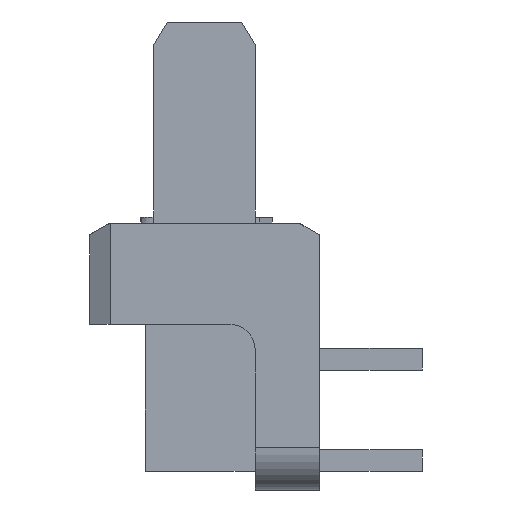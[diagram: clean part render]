
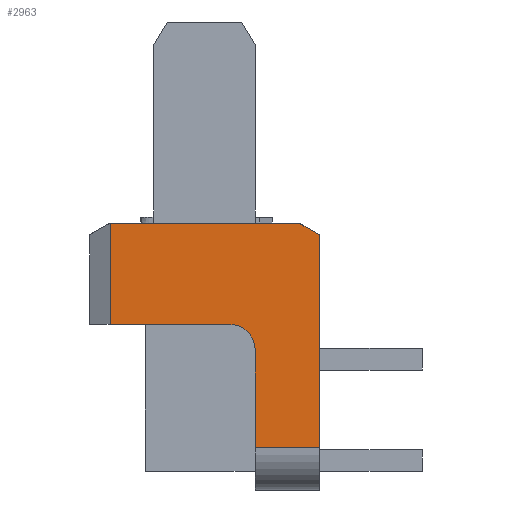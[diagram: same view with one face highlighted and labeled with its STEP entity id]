
A CAD part, left-side view. The second image highlights one B-rep face of the part: STEP entity #2963.
In plain terms, the highlighted planar face has unit normal (-1, 0, 0).
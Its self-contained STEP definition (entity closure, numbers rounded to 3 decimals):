
#72=DIRECTION('',(0.,0.866,0.5));
#73=VECTOR('',#72,0.7);
#74=CARTESIAN_POINT('',(-13.51,-3.4,-0.35));
#75=LINE('',#74,#73);
#76=DIRECTION('',(0.,0.,-1.));
#77=VECTOR('',#76,6.3);
#78=CARTESIAN_POINT('',(-13.51,-3.4,-0.35));
#79=LINE('',#78,#77);
#80=DIRECTION('',(0.,-1.,0.));
#81=VECTOR('',#80,1.9);
#82=CARTESIAN_POINT('',(-13.51,-1.5,-6.65));
#83=LINE('',#82,#81);
#84=DIRECTION('',(0.,0.,1.));
#85=VECTOR('',#84,2.9);
#86=CARTESIAN_POINT('',(-13.51,-1.5,-6.65));
#87=LINE('',#86,#85);
#88=CARTESIAN_POINT('',(-13.51,-0.75,-3.75));
#89=DIRECTION('',(-1.,0.,0.));
#90=DIRECTION('',(0.,-1.,0.));
#91=AXIS2_PLACEMENT_3D('',#88,#89,#90);
#93=DIRECTION('',(0.,1.,0.));
#94=VECTOR('',#93,3.544);
#95=CARTESIAN_POINT('',(-13.51,-0.75,-3.));
#96=LINE('',#95,#94);
#97=DIRECTION('',(0.,0.,-1.));
#98=VECTOR('',#97,3.);
#99=CARTESIAN_POINT('',(-13.51,2.794,0.));
#100=LINE('',#99,#98);
#101=DIRECTION('',(0.,-1.,0.));
#102=VECTOR('',#101,5.588);
#103=CARTESIAN_POINT('',(-13.51,2.794,0.));
#104=LINE('',#103,#102);
#2263=CARTESIAN_POINT('',(-13.51,-1.5,-3.75));
#2264=CARTESIAN_POINT('',(-13.51,-0.75,-3.));
#2265=VERTEX_POINT('',#2263);
#2266=VERTEX_POINT('',#2264);
#2279=CARTESIAN_POINT('',(-13.51,-3.4,-6.65));
#2281=VERTEX_POINT('',#2279);
#2285=CARTESIAN_POINT('',(-13.51,-1.5,-6.65));
#2286=VERTEX_POINT('',#2285);
#2288=CARTESIAN_POINT('',(-13.51,2.794,0.));
#2290=VERTEX_POINT('',#2288);
#2291=CARTESIAN_POINT('',(-13.51,-3.4,-0.35));
#2292=CARTESIAN_POINT('',(-13.51,-2.794,0.));
#2293=VERTEX_POINT('',#2291);
#2294=VERTEX_POINT('',#2292);
#2305=CARTESIAN_POINT('',(-13.51,2.794,-3.));
#2307=VERTEX_POINT('',#2305);
#2940=CARTESIAN_POINT('',(-13.51,0.,0.));
#2941=DIRECTION('',(1.,0.,0.));
#2942=DIRECTION('',(0.,0.,-1.));
#2943=AXIS2_PLACEMENT_3D('',#2940,#2941,#2942);
#2944=PLANE('',#2943);
#2946=ORIENTED_EDGE('',*,*,#2945,.F.);
#2948=ORIENTED_EDGE('',*,*,#2947,.T.);
#2950=ORIENTED_EDGE('',*,*,#2949,.F.);
#2952=ORIENTED_EDGE('',*,*,#2951,.T.);
#2954=ORIENTED_EDGE('',*,*,#2953,.T.);
#2956=ORIENTED_EDGE('',*,*,#2955,.T.);
#2958=ORIENTED_EDGE('',*,*,#2957,.F.);
#2960=ORIENTED_EDGE('',*,*,#2959,.T.);
#2961=EDGE_LOOP('',(#2946,#2948,#2950,#2952,#2954,#2956,#2958,#2960));
#2962=FACE_OUTER_BOUND('',#2961,.F.);
#2963=ADVANCED_FACE('',(#2962),#2944,.F.);
#92=CIRCLE('',#91,0.75);
#2945=EDGE_CURVE('',#2293,#2294,#75,.T.);
#2947=EDGE_CURVE('',#2293,#2281,#79,.T.);
#2949=EDGE_CURVE('',#2286,#2281,#83,.T.);
#2951=EDGE_CURVE('',#2286,#2265,#87,.T.);
#2953=EDGE_CURVE('',#2265,#2266,#92,.T.);
#2955=EDGE_CURVE('',#2266,#2307,#96,.T.);
#2957=EDGE_CURVE('',#2290,#2307,#100,.T.);
#2959=EDGE_CURVE('',#2290,#2294,#104,.T.);
